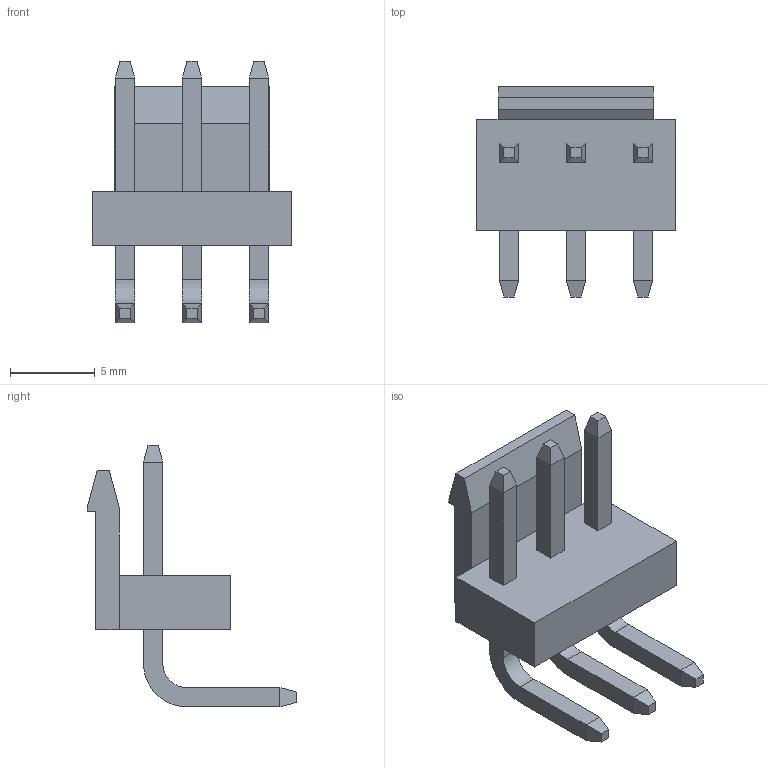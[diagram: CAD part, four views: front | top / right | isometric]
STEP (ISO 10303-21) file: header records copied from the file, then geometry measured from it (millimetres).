
FILE_DESCRIPTION (( 'STEP AP214' ), '1' );
FILE_NAME ('User Library-B3PS-VH.STEP', '2019-01-27T13:10:39', ( '' ), ( '' ), 'SwSTEP 2.0', 'SolidWorks 2019', '' );
FILE_SCHEMA (( 'AUTOMOTIVE_DESIGN' ));
Length unit declared in the file: millimetre
Products named in the file (3): User Library-B3PS-VH; User Library-B3PS-VH_User Library-B2P-VH_PinVH_R; User Library-B3PS-VH_User Library-B3P-VH_B3P-body white
Assembly tree (4 placements, depth 2):
  User Library-B3PS-VH
    User Library-B3PS-VH_User Library-B2P-VH_PinVH_R  x3
    User Library-B3PS-VH_User Library-B3P-VH_B3P-body white
Bounding box: 11.82 x 12.4 x 15.47 mm (x, y, z)
Volume: 442.3 mm3; surface area: 780.7 mm2
Topology: 4 solids, 4 shells, 82 faces, 196 edges, 122 vertices
Faces by surface type: plane 76, cylinder 6
Entity records: 1988 total; most frequent: CARTESIAN_POINT 243, ORIENTED_EDGE 232, DIRECTION 226, EDGE_CURVE 116, LINE 112, VECTOR 112, VERTEX_POINT 74, AXIS2_PLACEMENT_3D 57
